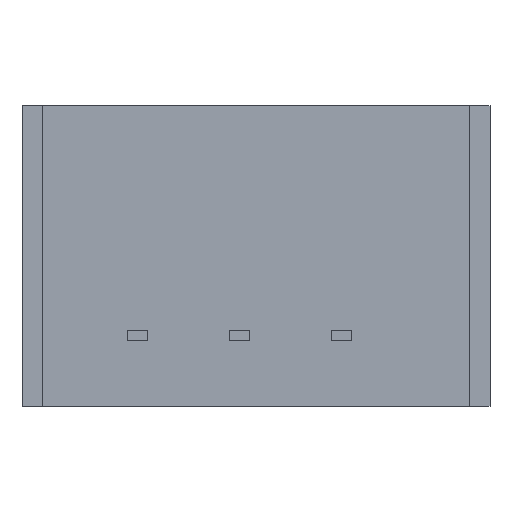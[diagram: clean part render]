
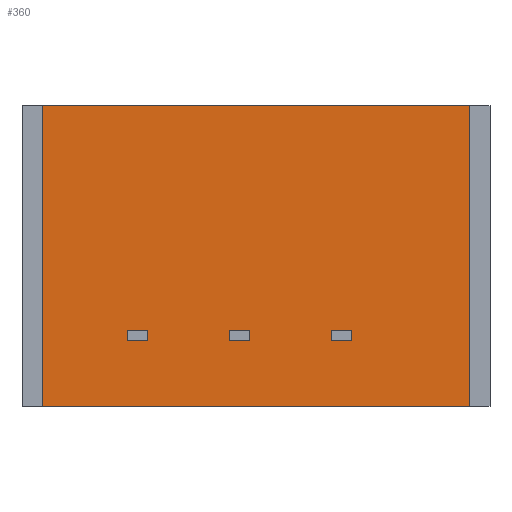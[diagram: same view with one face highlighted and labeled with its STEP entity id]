
A CAD part, front view. The second image highlights one B-rep face of the part: STEP entity #360.
In plain terms, the highlighted planar face has unit normal (0, -1, 0).
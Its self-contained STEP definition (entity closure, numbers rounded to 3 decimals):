
#137 = ORIENTED_EDGE ( 'NONE', *, *, #818, .T. ) ;
#144 = VERTEX_POINT ( 'NONE', #944 ) ;
#177 = DIRECTION ( 'NONE',  ( -1., 0., 0. ) ) ;
#195 = VECTOR ( 'NONE', #961, 1000. ) ;
#197 = LINE ( 'NONE', #650, #837 ) ;
#203 = DIRECTION ( 'NONE',  ( 0., -1., 0. ) ) ;
#231 = DIRECTION ( 'NONE',  ( 0., 0., -1. ) ) ;
#280 = VECTOR ( 'NONE', #231, 1000. ) ;
#360 = ADVANCED_FACE ( 'NONE', ( #465 ), #552, .T. ) ;
#369 = LINE ( 'NONE', #612, #195 ) ;
#375 = VECTOR ( 'NONE', #177, 1000. ) ;
#417 = CARTESIAN_POINT ( 'NONE',  ( 127.942, 58.384, 5.847 ) ) ;
#465 = FACE_OUTER_BOUND ( 'NONE', #668, .T. ) ;
#471 = VERTEX_POINT ( 'NONE', #846 ) ;
#489 = DIRECTION ( 'NONE',  ( 1., 0., 0. ) ) ;
#523 = ORIENTED_EDGE ( 'NONE', *, *, #898, .T. ) ;
#552 = PLANE ( 'NONE',  #955 ) ;
#612 = CARTESIAN_POINT ( 'NONE',  ( 138.622, 58.384, 5.847 ) ) ;
#620 = CARTESIAN_POINT ( 'NONE',  ( 127.942, 58.384, 5.847 ) ) ;
#650 = CARTESIAN_POINT ( 'NONE',  ( 127.942, 58.384, -1.653 ) ) ;
#653 = VERTEX_POINT ( 'NONE', #950 ) ;
#658 = LINE ( 'NONE', #620, #280 ) ;
#668 = EDGE_LOOP ( 'NONE', ( #523, #137, #712, #828 ) ) ;
#712 = ORIENTED_EDGE ( 'NONE', *, *, #735, .T. ) ;
#735 = EDGE_CURVE ( 'NONE', #144, #471, #197, .T. ) ;
#763 = CARTESIAN_POINT ( 'NONE',  ( 127.942, 58.384, 5.847 ) ) ;
#770 = LINE ( 'NONE', #763, #375 ) ;
#818 = EDGE_CURVE ( 'NONE', #922, #144, #658, .T. ) ;
#828 = ORIENTED_EDGE ( 'NONE', *, *, #1086, .T. ) ;
#837 = VECTOR ( 'NONE', #489, 1000. ) ;
#846 = CARTESIAN_POINT ( 'NONE',  ( 138.622, 58.384, -1.653 ) ) ;
#891 = DIRECTION ( 'NONE',  ( 0., 0., -1. ) ) ;
#898 = EDGE_CURVE ( 'NONE', #653, #922, #770, .T. ) ;
#922 = VERTEX_POINT ( 'NONE', #417 ) ;
#944 = CARTESIAN_POINT ( 'NONE',  ( 127.942, 58.384, -1.653 ) ) ;
#950 = CARTESIAN_POINT ( 'NONE',  ( 138.622, 58.384, 5.847 ) ) ;
#955 = AXIS2_PLACEMENT_3D ( 'NONE', #1049, #203, #891 ) ;
#961 = DIRECTION ( 'NONE',  ( 0., 0., 1. ) ) ;
#1049 = CARTESIAN_POINT ( 'NONE',  ( 127.942, 58.384, 5.847 ) ) ;
#1086 = EDGE_CURVE ( 'NONE', #471, #653, #369, .T. ) ;
